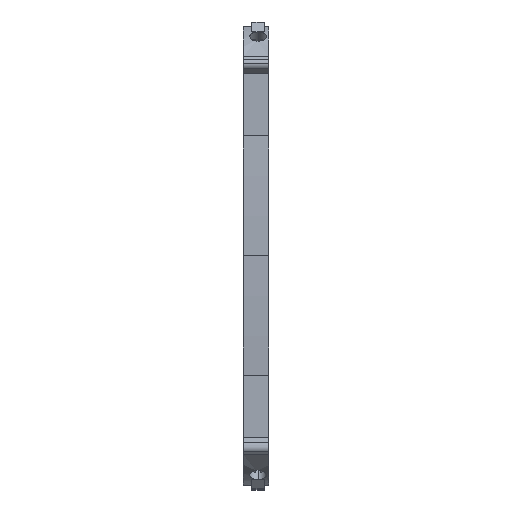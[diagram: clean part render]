
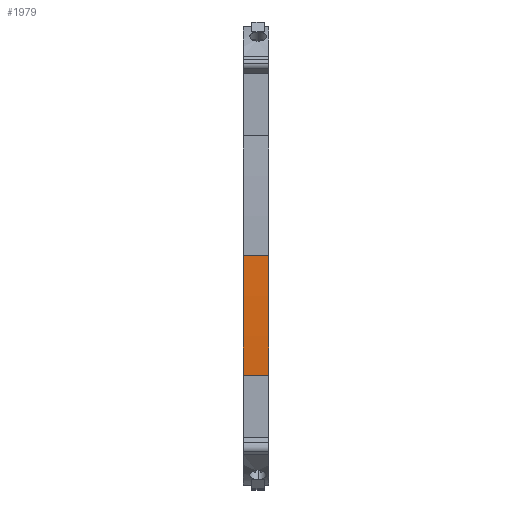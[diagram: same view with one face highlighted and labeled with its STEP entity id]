
A CAD part, top view. The second image highlights one B-rep face of the part: STEP entity #1979.
In plain terms, the highlighted cylindrical face has radius 421 mm (diameter 842 mm), a partial arc.
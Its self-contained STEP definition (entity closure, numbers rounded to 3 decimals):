
#736 = EDGE_CURVE ( 'NONE', #18974, #2211, #17002, .T. ) ;
#1330 = AXIS2_PLACEMENT_3D ( 'NONE', #30123, #9129, #6225 ) ;
#1979 = ADVANCED_FACE ( 'NONE', ( #22626 ), #32547, .T. ) ;
#2211 = VERTEX_POINT ( 'NONE', #16163 ) ;
#3838 = ORIENTED_EDGE ( 'NONE', *, *, #736, .T. ) ;
#4158 = AXIS2_PLACEMENT_3D ( 'NONE', #14146, #22221, #19466 ) ;
#4744 = DIRECTION ( 'NONE',  ( -1., 0., 0. ) ) ;
#6121 = EDGE_CURVE ( 'NONE', #2211, #30912, #31603, .T. ) ;
#6225 = DIRECTION ( 'NONE',  ( 0., 0., -1. ) ) ;
#9129 = DIRECTION ( 'NONE',  ( -1., 0., 0. ) ) ;
#11761 = DIRECTION ( 'NONE',  ( -1., 0., 0. ) ) ;
#13838 = ORIENTED_EDGE ( 'NONE', *, *, #6121, .T. ) ;
#14146 = CARTESIAN_POINT ( 'NONE',  ( -3.05, 0., -420. ) ) ;
#15261 = CARTESIAN_POINT ( 'NONE',  ( 61.059, 0., -420. ) ) ;
#15800 = CARTESIAN_POINT ( 'NONE',  ( 3.05, -29., 0. ) ) ;
#16102 = VERTEX_POINT ( 'NONE', #22071 ) ;
#16163 = CARTESIAN_POINT ( 'NONE',  ( 3.05, 0., 1. ) ) ;
#17002 = CIRCLE ( 'NONE', #1330, 421. ) ;
#17851 = CARTESIAN_POINT ( 'NONE',  ( 61.059, 0., 1. ) ) ;
#18974 = VERTEX_POINT ( 'NONE', #15800 ) ;
#19466 = DIRECTION ( 'NONE',  ( 0., 0., 1. ) ) ;
#19898 = EDGE_CURVE ( 'NONE', #18974, #16102, #27736, .T. ) ;
#20571 = EDGE_LOOP ( 'NONE', ( #3838, #13838, #28160, #27682 ) ) ;
#20638 = AXIS2_PLACEMENT_3D ( 'NONE', #15261, #4744, #33885 ) ;
#22071 = CARTESIAN_POINT ( 'NONE',  ( -3.05, -29., 0. ) ) ;
#22221 = DIRECTION ( 'NONE',  ( -1., 0., 0. ) ) ;
#22626 = FACE_OUTER_BOUND ( 'NONE', #20571, .T. ) ;
#23032 = EDGE_CURVE ( 'NONE', #16102, #30912, #28661, .T. ) ;
#24591 = VECTOR ( 'NONE', #28118, 1000. ) ;
#26881 = CARTESIAN_POINT ( 'NONE',  ( 61.059, -29., 0. ) ) ;
#26897 = VECTOR ( 'NONE', #11761, 1000. ) ;
#27682 = ORIENTED_EDGE ( 'NONE', *, *, #19898, .F. ) ;
#27736 = LINE ( 'NONE', #26881, #26897 ) ;
#28118 = DIRECTION ( 'NONE',  ( -1., 0., 0. ) ) ;
#28160 = ORIENTED_EDGE ( 'NONE', *, *, #23032, .F. ) ;
#28437 = CARTESIAN_POINT ( 'NONE',  ( -3.05, 0., 1. ) ) ;
#28661 = CIRCLE ( 'NONE', #4158, 421. ) ;
#30123 = CARTESIAN_POINT ( 'NONE',  ( 3.05, 0., -420. ) ) ;
#30912 = VERTEX_POINT ( 'NONE', #28437 ) ;
#31603 = LINE ( 'NONE', #17851, #24591 ) ;
#32547 = CYLINDRICAL_SURFACE ( 'NONE', #20638, 421. ) ;
#33885 = DIRECTION ( 'NONE',  ( 0., 0., 1. ) ) ;
